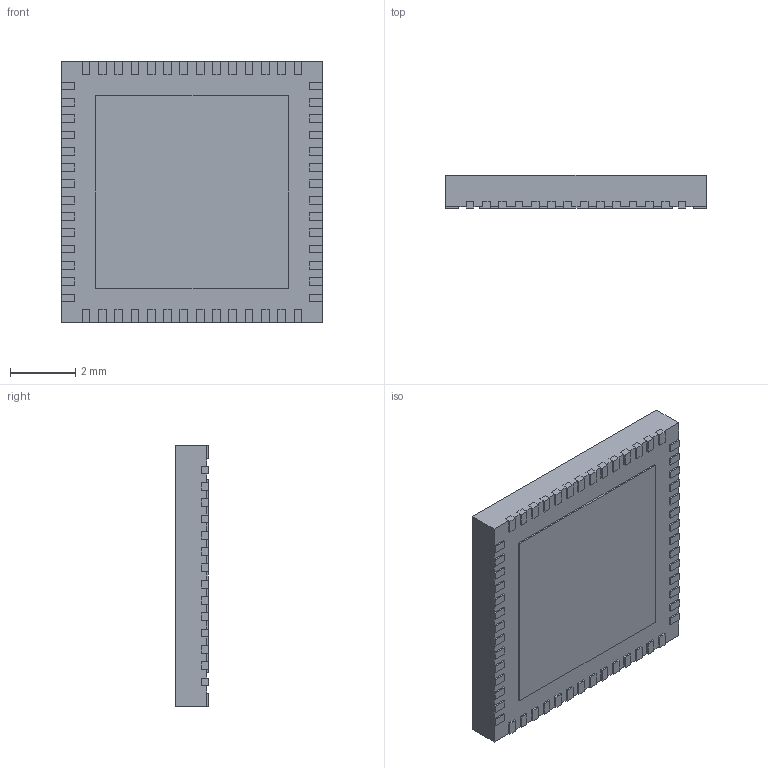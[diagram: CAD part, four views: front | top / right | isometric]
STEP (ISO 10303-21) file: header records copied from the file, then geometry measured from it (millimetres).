
FILE_DESCRIPTION (( 'STEP AP214' ), '1' );
FILE_NAME ('LAN8820-ABZJ-TR.STEP', '2020-12-18T09:06:46', ( '' ), ( '' ), 'SwSTEP 2.0', 'SolidWorks 2018', '' );
FILE_SCHEMA (( 'AUTOMOTIVE_DESIGN' ));
Length unit declared in the file: millimetre
Products named in the file (1): LAN8820-ABZJ-TR
Bounding box: 8 x 1 x 8 mm (x, y, z)
Volume: 62.8 mm3; surface area: 268.1 mm2
Topology: 58 solids, 58 shells, 577 faces, 1380 edges, 920 vertices
Faces by surface type: plane 577
Entity records: 16901 total; most frequent: CARTESIAN_POINT 2878, ORIENTED_EDGE 2760, DIRECTION 2536, EDGE_CURVE 1380, LINE 1380, VECTOR 1380, VERTEX_POINT 920, AXIS2_PLACEMENT_3D 578
